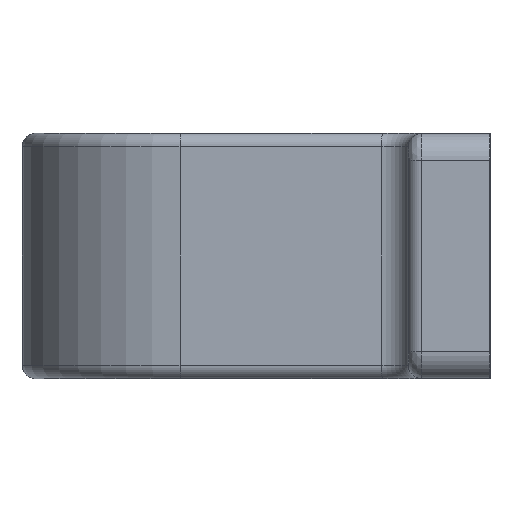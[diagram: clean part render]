
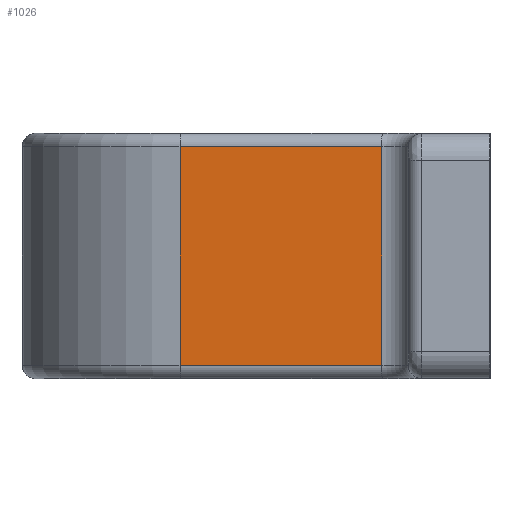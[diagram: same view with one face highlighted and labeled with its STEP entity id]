
A CAD part, left-side view. The second image highlights one B-rep face of the part: STEP entity #1026.
In plain terms, the highlighted planar face has unit normal (-0.999, 0.035, 0).
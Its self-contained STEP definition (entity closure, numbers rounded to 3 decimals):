
#27=PLANE('',#1164);
#93=LINE('',#1788,#159);
#101=LINE('',#1852,#167);
#105=LINE('',#1865,#171);
#106=LINE('',#1867,#172);
#159=VECTOR('',#1417,14.798);
#167=VECTOR('',#1469,14.798);
#171=VECTOR('',#1487,16.);
#172=VECTOR('',#1490,16.);
#276=FACE_OUTER_BOUND('',#347,.T.);
#347=EDGE_LOOP('',(#898,#899,#900,#901));
#499=VERTEX_POINT('',#1778);
#501=VERTEX_POINT('',#1784);
#515=VERTEX_POINT('',#1842);
#517=VERTEX_POINT('',#1848);
#630=EDGE_CURVE('',#499,#501,#93,.T.);
#654=EDGE_CURVE('',#515,#517,#101,.T.);
#661=EDGE_CURVE('',#501,#515,#105,.T.);
#662=EDGE_CURVE('',#499,#517,#106,.T.);
#898=ORIENTED_EDGE('',*,*,#654,.F.);
#899=ORIENTED_EDGE('',*,*,#661,.F.);
#900=ORIENTED_EDGE('',*,*,#630,.F.);
#901=ORIENTED_EDGE('',*,*,#662,.T.);
#1026=ADVANCED_FACE('',(#276),#27,.T.);
#1164=AXIS2_PLACEMENT_3D('',#1866,#1488,#1489);
#1417=DIRECTION('',(-0.035,-0.999,0.));
#1469=DIRECTION('',(0.035,0.999,0.));
#1487=DIRECTION('',(0.,0.,-1.));
#1488=DIRECTION('center_axis',(-0.999,0.035,0.));
#1489=DIRECTION('ref_axis',(-0.035,-0.999,0.));
#1490=DIRECTION('',(0.,0.,-1.));
#1778=CARTESIAN_POINT('',(16.584,22.719,8.));
#1784=CARTESIAN_POINT('',(16.067,7.93,8.));
#1788=CARTESIAN_POINT('',(16.562,22.103,8.));
#1842=CARTESIAN_POINT('',(16.067,7.93,-8.));
#1848=CARTESIAN_POINT('',(16.584,22.719,-8.));
#1852=CARTESIAN_POINT('',(16.562,22.103,-8.));
#1865=CARTESIAN_POINT('',(16.067,7.93,0.));
#1866=CARTESIAN_POINT('Origin',(16.584,22.719,0.));
#1867=CARTESIAN_POINT('',(16.584,22.719,0.));
